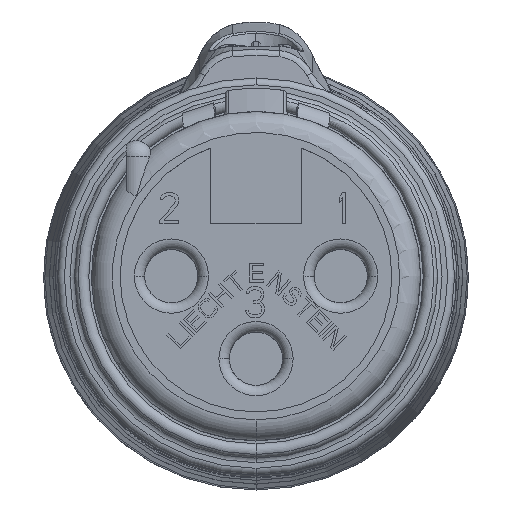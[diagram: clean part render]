
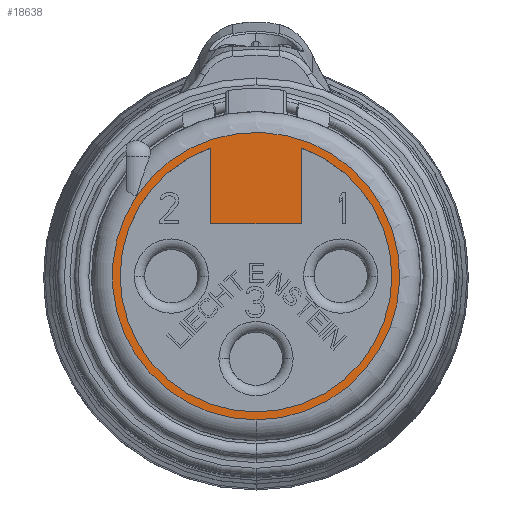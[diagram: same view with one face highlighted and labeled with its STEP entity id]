
A CAD part, top view. The second image highlights one B-rep face of the part: STEP entity #18638.
In plain terms, the highlighted planar face has unit normal (0, 0, 1).
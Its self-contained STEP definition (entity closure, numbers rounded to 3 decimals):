
#20=CARTESIAN_POINT('',(0.,0.,14.1));
#21=DIRECTION('',(0.,0.,1.));
#22=DIRECTION('',(0.,-1.,0.));
#23=AXIS2_PLACEMENT_3D('',#20,#21,#22);
#54=CARTESIAN_POINT('',(0.,0.,14.1));
#55=DIRECTION('',(0.,0.,1.));
#56=DIRECTION('',(-0.833,0.553,0.));
#57=AXIS2_PLACEMENT_3D('',#54,#55,#56);
#59=DIRECTION('',(-1.,0.,0.));
#60=VECTOR('',#59,4.14);
#61=CARTESIAN_POINT('',(2.07,2.5,14.1));
#62=LINE('',#61,#60);
#135=CARTESIAN_POINT('',(2.07,2.5,14.1));
#136=CARTESIAN_POINT('',(2.113,2.5,14.1));
#137=CARTESIAN_POINT('',(2.167,2.533,14.1));
#138=CARTESIAN_POINT('',(2.2,2.587,14.1));
#139=CARTESIAN_POINT('',(2.2,2.63,14.1));
#1316=CARTESIAN_POINT('',(0.,0.,14.1));
#1317=DIRECTION('',(0.,0.,-1.));
#1318=DIRECTION('',(0.338,0.941,0.));
#1319=AXIS2_PLACEMENT_3D('',#1316,#1317,#1318);
#1325=DIRECTION('',(0.,1.,0.));
#1326=VECTOR('',#1325,3.486);
#1327=CARTESIAN_POINT('',(2.2,2.63,14.1));
#1328=LINE('',#1327,#1326);
#1343=DIRECTION('',(0.,1.,0.));
#1344=VECTOR('',#1343,3.486);
#1345=CARTESIAN_POINT('',(-2.2,2.63,14.1));
#1346=LINE('',#1345,#1344);
#1357=CARTESIAN_POINT('',(-2.2,2.63,14.1));
#1358=CARTESIAN_POINT('',(-2.2,2.587,14.1));
#1359=CARTESIAN_POINT('',(-2.167,2.533,14.1));
#1360=CARTESIAN_POINT('',(-2.113,2.5,14.1));
#1361=CARTESIAN_POINT('',(-2.07,2.5,14.1));
#15834=CARTESIAN_POINT('',(0.,-6.875,14.1));
#15836=VERTEX_POINT('',#15834);
#15839=CARTESIAN_POINT('',(-5.728,3.802,14.1));
#15840=VERTEX_POINT('',#15839);
#15867=VERTEX_POINT('',#135);
#15868=VERTEX_POINT('',#139);
#15869=VERTEX_POINT('',#1357);
#15870=VERTEX_POINT('',#1361);
#15871=CARTESIAN_POINT('',(2.2,6.116,14.1));
#15872=VERTEX_POINT('',#15871);
#15873=CARTESIAN_POINT('',(-2.2,6.116,14.1));
#15874=VERTEX_POINT('',#15873);
#18614=CARTESIAN_POINT('',(0.,0.,14.1));
#18615=DIRECTION('',(0.,0.,-1.));
#18616=DIRECTION('',(0.,-1.,0.));
#18617=AXIS2_PLACEMENT_3D('',#18614,#18615,#18616);
#18618=PLANE('',#18617);
#18619=ORIENTED_EDGE('',*,*,#18601,.F.);
#18621=ORIENTED_EDGE('',*,*,#18620,.F.);
#18622=EDGE_LOOP('',(#18619,#18621));
#18623=FACE_OUTER_BOUND('',#18622,.F.);
#18625=ORIENTED_EDGE('',*,*,#18624,.F.);
#18627=ORIENTED_EDGE('',*,*,#18626,.T.);
#18629=ORIENTED_EDGE('',*,*,#18628,.F.);
#18631=ORIENTED_EDGE('',*,*,#18630,.T.);
#18633=ORIENTED_EDGE('',*,*,#18632,.F.);
#18635=ORIENTED_EDGE('',*,*,#18634,.F.);
#18636=EDGE_LOOP('',(#18625,#18627,#18629,#18631,#18633,#18635));
#18637=FACE_BOUND('',#18636,.F.);
#18638=ADVANCED_FACE('',(#18623,#18637),#18618,.F.);
#24=CIRCLE('',#23,6.875);
#58=CIRCLE('',#57,6.875);
#140=B_SPLINE_CURVE_WITH_KNOTS('',3,(#135,#136,#137,#138,#139),.UNSPECIFIED.,
.F.,.F.,(4,1,4),(0.,0.5,1.),.UNSPECIFIED.);
#1320=CIRCLE('',#1319,6.5);
#1362=B_SPLINE_CURVE_WITH_KNOTS('',3,(#1357,#1358,#1359,#1360,#1361),
.UNSPECIFIED.,.F.,.F.,(4,1,4),(0.,0.5,1.),.UNSPECIFIED.);
#18601=EDGE_CURVE('',#15836,#15840,#24,.T.);
#18620=EDGE_CURVE('',#15840,#15836,#58,.T.);
#18624=EDGE_CURVE('',#15867,#15868,#140,.T.);
#18626=EDGE_CURVE('',#15867,#15870,#62,.T.);
#18628=EDGE_CURVE('',#15869,#15870,#1362,.T.);
#18630=EDGE_CURVE('',#15869,#15874,#1346,.T.);
#18632=EDGE_CURVE('',#15872,#15874,#1320,.T.);
#18634=EDGE_CURVE('',#15868,#15872,#1328,.T.);
